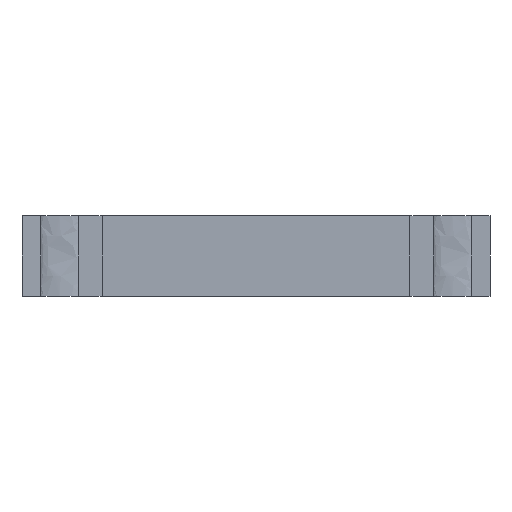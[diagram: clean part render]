
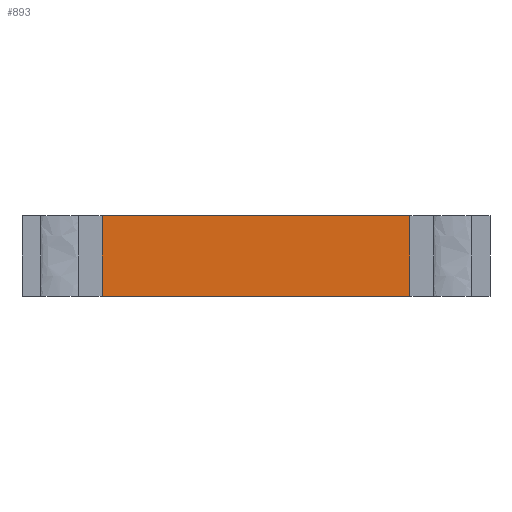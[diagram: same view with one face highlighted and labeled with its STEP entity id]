
A CAD part, front view. The second image highlights one B-rep face of the part: STEP entity #893.
In plain terms, the highlighted planar face has unit normal (0, -1, 0).
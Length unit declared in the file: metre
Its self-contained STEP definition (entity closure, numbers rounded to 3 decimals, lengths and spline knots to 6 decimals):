
#182=ORIENTED_EDGE('',*,*,#394,.T.);
#183=ORIENTED_EDGE('',*,*,#410,.F.);
#184=ORIENTED_EDGE('',*,*,#335,.F.);
#185=ORIENTED_EDGE('',*,*,#409,.T.);
#335=EDGE_CURVE('',#466,#467,#550,.T.);
#394=EDGE_CURVE('',#523,#522,#595,.T.);
#409=EDGE_CURVE('',#466,#523,#609,.T.);
#410=EDGE_CURVE('',#467,#522,#610,.T.);
#466=VERTEX_POINT('',#1280);
#467=VERTEX_POINT('',#1282);
#522=VERTEX_POINT('',#1396);
#523=VERTEX_POINT('',#1398);
#550=LINE('',#1281,#662);
#595=LINE('',#1397,#707);
#609=LINE('',#1465,#721);
#610=LINE('',#1467,#722);
#662=VECTOR('',#1035,1.);
#707=VECTOR('',#1110,1.);
#721=VECTOR('',#1142,1.);
#722=VECTOR('',#1145,1.);
#765=EDGE_LOOP('',(#182,#183,#184,#185));
#811=FACE_BOUND('',#765,.T.);
#854=PLANE('',#969);
#893=ADVANCED_FACE('',(#811),#854,.F.);
#969=AXIS2_PLACEMENT_3D('',#1466,#1143,#1144);
#1035=DIRECTION('',(1.,0.,0.));
#1110=DIRECTION('',(1.,0.,0.));
#1142=DIRECTION('',(0.,0.,-1.));
#1143=DIRECTION('',(0.,1.,0.));
#1144=DIRECTION('',(0.,0.,1.));
#1145=DIRECTION('',(0.,0.,-1.));
#1280=CARTESIAN_POINT('',(-0.00615,-0.0308,0.0032));
#1281=CARTESIAN_POINT('',(0.,-0.0308,0.0032));
#1282=CARTESIAN_POINT('',(0.00615,-0.0308,0.0032));
#1396=CARTESIAN_POINT('',(0.00615,-0.0308,0.));
#1397=CARTESIAN_POINT('',(0.,-0.0308,0.));
#1398=CARTESIAN_POINT('',(-0.00615,-0.0308,0.));
#1465=CARTESIAN_POINT('',(-0.00615,-0.0308,0.0032));
#1466=CARTESIAN_POINT('',(0.,-0.0308,0.0032));
#1467=CARTESIAN_POINT('',(0.00615,-0.0308,0.0032));
